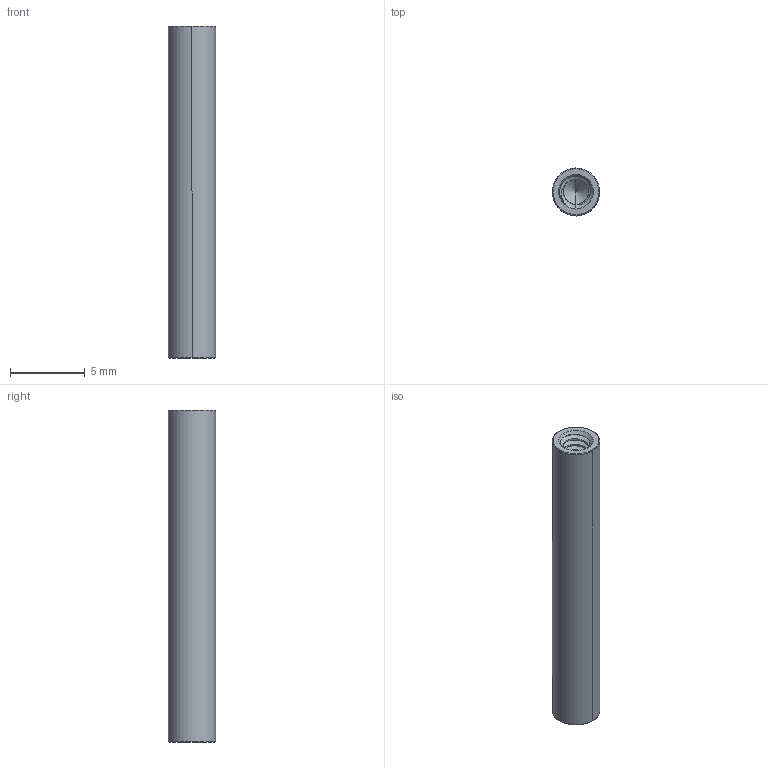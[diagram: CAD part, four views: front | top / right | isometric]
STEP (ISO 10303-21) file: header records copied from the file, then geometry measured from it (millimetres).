
FILE_DESCRIPTION(('FreeCAD Model'),'2;1');
FILE_NAME('001_STANDOFF_MASTER.step', '2021-02-23T14:11:04',('kicad StepUp'),('ksu MCAD'), 'Open CASCADE STEP processor 7.3','FreeCAD','Unknown');
FILE_SCHEMA(('AUTOMOTIVE_DESIGN { 1 0 10303 214 1 1 1 1 }'));
Length unit declared in the file: millimetre
Products named in the file (1): 001_STANDOFF_MASTER
Bounding box: 3.17 x 3.17 x 22.23 mm (x, y, z)
Volume: 144.6 mm3; surface area: 336.4 mm2
Topology: 1 solids, 1 shells, 78 faces, 214 edges, 136 vertices
Faces by surface type: cylinder 42, bspline 20, cone 8, plane 4, torus 4
Entity records: 7746 total; most frequent: CARTESIAN_POINT 6054, ORIENTED_EDGE 420, DIRECTION 230, EDGE_CURVE 210, VERTEX_POINT 136, B_SPLINE_CURVE_WITH_KNOTS 124, AXIS2_PLACEMENT_3D 85, FACE_BOUND 80
